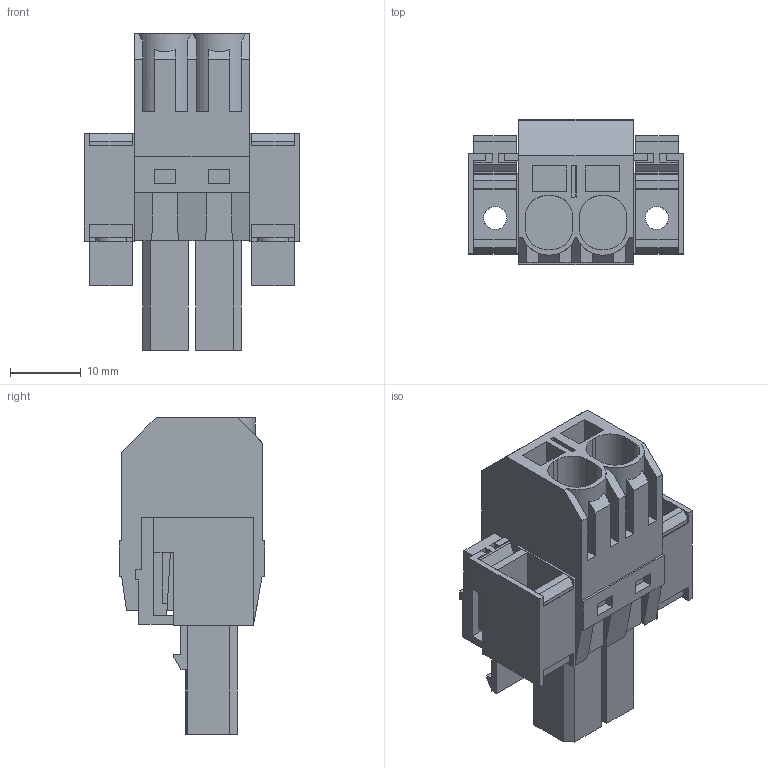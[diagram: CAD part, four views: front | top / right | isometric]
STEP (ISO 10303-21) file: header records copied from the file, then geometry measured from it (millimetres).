
FILE_DESCRIPTION(('CATIA V5 STEP Exchange','CAx-IF Rec.Pracs.--- Model Styling and Organization---1.4--- 2014-01-23'),'2;1');
FILE_NAME ('D1447929_1_1060440000_1060440000.stp','2023-09-07T12:48:43+00:00',('none'),('Weidmueller'),'CATIA Version 5-6 Release 2016 SP3 HF44','CATIA V5 STEP AP214','none');
FILE_SCHEMA(('AUTOMOTIVE_DESIGN { 1 0 10303 214 1 1 1 1 }'));
Length unit declared in the file: millimetre
Products named in the file (1): 1060440000
Bounding box: 30.48 x 20.6 x 44.7 mm (x, y, z)
Volume: 10884.8 mm3; surface area: 8700.3 mm2
Topology: 3 solids, 3 shells, 345 faces, 981 edges, 653 vertices
Faces by surface type: plane 327, cylinder 18
Entity records: 10837 total; most frequent: CARTESIAN_POINT 2008, ORIENTED_EDGE 1962, DIRECTION 1508, EDGE_CURVE 981, VECTOR 937, LINE 937, VERTEX_POINT 653, EDGE_LOOP 364
